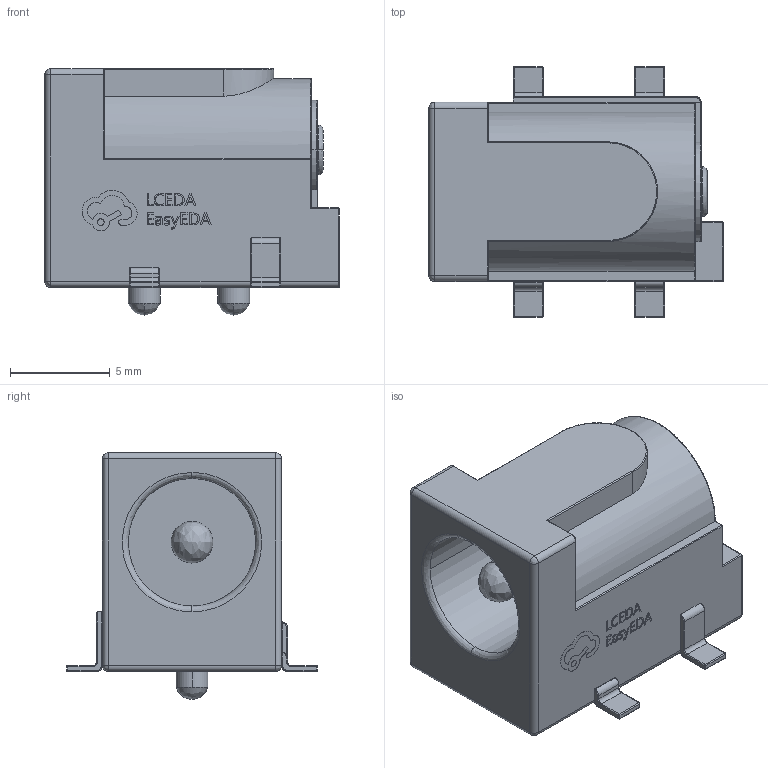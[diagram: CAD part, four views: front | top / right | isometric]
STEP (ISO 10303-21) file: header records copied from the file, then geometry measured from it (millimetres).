
FILE_DESCRIPTION (( 'STEP AP214' ), '1' );
FILE_NAME ('DC-005-5A-2.0-SMT.STEP', '2022-07-06T16:53:46', ( '' ), ( '' ), 'SwSTEP 2.0', 'SolidWorks 2017', '' );
FILE_SCHEMA (( 'AUTOMOTIVE_DESIGN' ));
Length unit declared in the file: millimetre
Products named in the file (4): COMPOUND_2; DC1; DC-IN-TH_DC-005-5A-2.0-SMT; DC-005-5A-2.0-SMT
Assembly tree (3 placements, depth 4):
  DC-005-5A-2.0-SMT
    DC1
      DC-IN-TH_DC-005-5A-2.0-SMT
        COMPOUND_2
Bounding box: 14.8 x 12.6 x 12.4 mm (x, y, z)
Volume: 949 mm3; surface area: 1090 mm2
Topology: 5 solids, 5 shells, 522 faces, 1321 edges, 810 vertices
Faces by surface type: plane 226, bspline 180, cylinder 116
Entity records: 23312 total; most frequent: CARTESIAN_POINT 6103, ORIENTED_EDGE 2584, DIRECTION 1930, EDGE_CURVE 1292, VERTEX_POINT 810, VECTOR 790, LINE 790, AXIS2_PLACEMENT_3D 570
